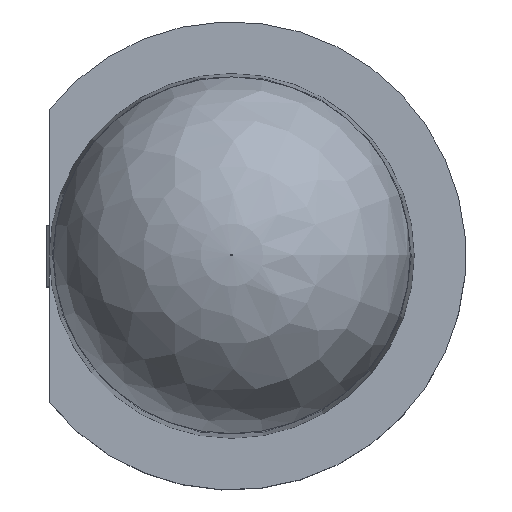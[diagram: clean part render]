
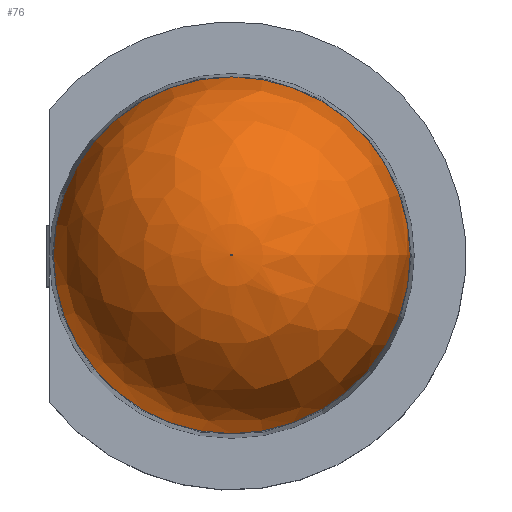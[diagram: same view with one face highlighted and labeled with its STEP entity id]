
A CAD part, top view. The second image highlights one B-rep face of the part: STEP entity #76.
In plain terms, the highlighted face is a revolution surface.
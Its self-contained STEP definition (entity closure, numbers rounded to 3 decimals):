
#50 = VERTEX_POINT('',#51);
#51 = CARTESIAN_POINT('',(1.467,0.,
    3.857));
#65 = EDGE_CURVE('',#50,#50,#66,.T.);
#66 = CIRCLE('',#67,1.467);
#67 = AXIS2_PLACEMENT_3D('',#68,#69,#70);
#68 = CARTESIAN_POINT('',(0.,0.,3.857));
#69 = DIRECTION('',(-0.,0.,1.));
#70 = DIRECTION('',(1.,0.,0.));
#76 = ADVANCED_FACE('',(#77),#97,.T.);
#77 = FACE_BOUND('',#78,.T.);
#78 = EDGE_LOOP('',(#79,#88,#89,#90));
#79 = ORIENTED_EDGE('',*,*,#80,.F.);
#80 = EDGE_CURVE('',#50,#81,#83,.T.);
#81 = VERTEX_POINT('',#82);
#82 = CARTESIAN_POINT('',(0.007,0.,5.3));
#83 = CIRCLE('',#84,1.46);
#84 = AXIS2_PLACEMENT_3D('',#85,#86,#87);
#85 = CARTESIAN_POINT('',(0.007,0.,3.84)
  );
#86 = DIRECTION('',(0.,-1.,0.));
#87 = DIRECTION('',(1.,0.,0.));
#88 = ORIENTED_EDGE('',*,*,#65,.T.);
#89 = ORIENTED_EDGE('',*,*,#80,.T.);
#90 = ORIENTED_EDGE('',*,*,#91,.F.);
#91 = EDGE_CURVE('',#81,#81,#92,.T.);
#92 = CIRCLE('',#93,0.007);
#93 = AXIS2_PLACEMENT_3D('',#94,#95,#96);
#94 = CARTESIAN_POINT('',(0.,0.,5.3));
#95 = DIRECTION('',(-0.,0.,1.));
#96 = DIRECTION('',(1.,0.,0.));
#97 = SURFACE_OF_REVOLUTION('',#98,#109);
#98 = B_SPLINE_CURVE_WITH_KNOTS('',5,(#99,#100,#101,#102,#103,#104,#105,
    #106,#107,#108),.UNSPECIFIED.,.F.,.F.,(6,4,6),(0.012,
    0.791,1.571),.UNSPECIFIED.);
#99 = CARTESIAN_POINT('',(1.467,0.,
    3.857));
#100 = CARTESIAN_POINT('',(1.464,0.,
    4.085));
#101 = CARTESIAN_POINT('',(1.417,0.,
    4.312));
#102 = CARTESIAN_POINT('',(1.326,0.,
    4.527));
#103 = CARTESIAN_POINT('',(1.195,0.,
    4.718));
#104 = CARTESIAN_POINT('',(0.871,0.,
    5.038));
#105 = CARTESIAN_POINT('',(0.678,0.,
    5.167));
#106 = CARTESIAN_POINT('',(0.462,0.,
    5.256));
#107 = CARTESIAN_POINT('',(0.235,0.,5.3));
#108 = CARTESIAN_POINT('',(0.007,0.,5.3));
#109 = AXIS1_PLACEMENT('',#110,#111);
#110 = CARTESIAN_POINT('',(0.,0.,3.84));
#111 = DIRECTION('',(0.,0.,1.));
